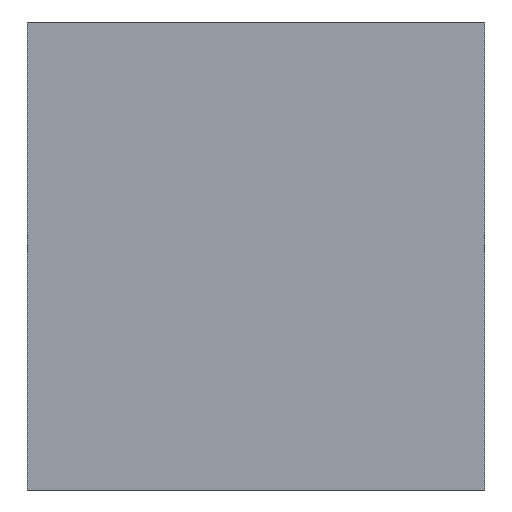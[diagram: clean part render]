
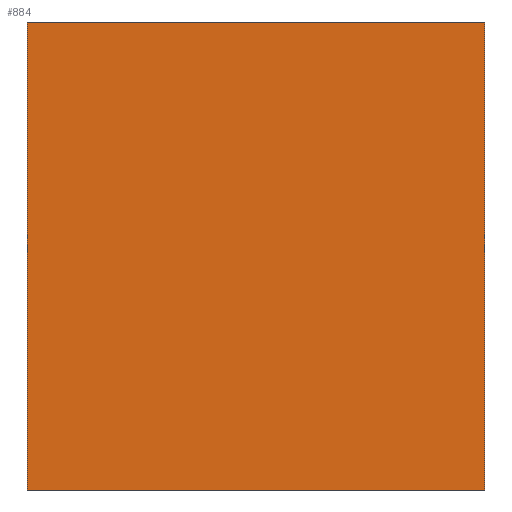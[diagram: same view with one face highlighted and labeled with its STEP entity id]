
A CAD part, left-side view. The second image highlights one B-rep face of the part: STEP entity #884.
In plain terms, the highlighted planar face has unit normal (-1, 0, 0).
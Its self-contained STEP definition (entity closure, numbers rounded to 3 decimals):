
#59=FACE_OUTER_BOUND('',#104,.T.);
#104=EDGE_LOOP('',(#781,#782,#783,#784));
#113=LINE('',#1175,#234);
#159=LINE('',#1268,#280);
#226=LINE('',#1399,#347);
#229=LINE('',#1405,#350);
#234=VECTOR('',#958,10.);
#280=VECTOR('',#1016,10.);
#347=VECTOR('',#1141,10.);
#350=VECTOR('',#1150,10.);
#352=VERTEX_POINT('',#1168);
#355=VERTEX_POINT('',#1173);
#396=VERTEX_POINT('',#1266);
#431=VERTEX_POINT('',#1398);
#437=EDGE_CURVE('',#355,#352,#113,.T.);
#483=EDGE_CURVE('',#355,#396,#159,.T.);
#550=EDGE_CURVE('',#352,#431,#226,.T.);
#553=EDGE_CURVE('',#431,#396,#229,.T.);
#781=ORIENTED_EDGE('',*,*,#437,.F.);
#782=ORIENTED_EDGE('',*,*,#483,.T.);
#783=ORIENTED_EDGE('',*,*,#553,.F.);
#784=ORIENTED_EDGE('',*,*,#550,.F.);
#841=PLANE('',#943);
#884=ADVANCED_FACE('',(#59),#841,.T.);
#943=AXIS2_PLACEMENT_3D('',#1404,#1148,#1149);
#958=DIRECTION('',(0.,1.,0.));
#1016=DIRECTION('',(0.,0.,1.));
#1141=DIRECTION('',(0.,0.,1.));
#1148=DIRECTION('center_axis',(-1.,0.,0.));
#1149=DIRECTION('ref_axis',(0.,-1.,0.));
#1150=DIRECTION('',(0.,-1.,0.));
#1168=CARTESIAN_POINT('',(5.6,21.5,1.6));
#1173=CARTESIAN_POINT('',(5.6,0.5,1.6));
#1175=CARTESIAN_POINT('',(5.6,16.25,1.6));
#1266=CARTESIAN_POINT('',(5.6,0.5,23.1));
#1268=CARTESIAN_POINT('',(5.6,0.5,1.6));
#1398=CARTESIAN_POINT('',(5.6,21.5,23.1));
#1399=CARTESIAN_POINT('',(5.6,21.5,1.6));
#1404=CARTESIAN_POINT('Origin',(5.6,21.5,1.6));
#1405=CARTESIAN_POINT('',(5.6,21.5,23.1));
